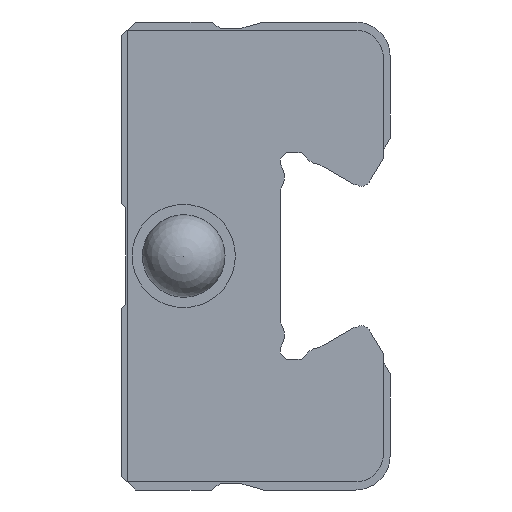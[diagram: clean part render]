
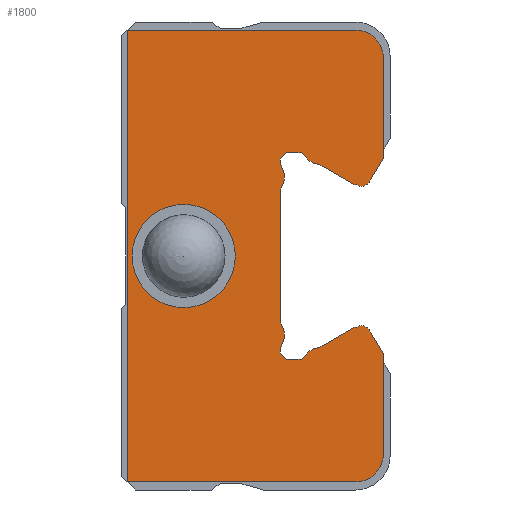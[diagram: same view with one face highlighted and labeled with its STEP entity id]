
A CAD part, left-side view. The second image highlights one B-rep face of the part: STEP entity #1800.
In plain terms, the highlighted planar face has unit normal (-1, 0, 0).
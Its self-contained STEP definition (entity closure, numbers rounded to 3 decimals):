
#63=LINE('',#2720,#241);
#66=LINE('',#2727,#244);
#130=LINE('',#2883,#308);
#135=LINE('',#2895,#313);
#149=LINE('',#2918,#327);
#150=LINE('',#2927,#328);
#151=LINE('',#2931,#329);
#152=LINE('',#2933,#330);
#153=LINE('',#2935,#331);
#154=LINE('',#2937,#332);
#155=LINE('',#2941,#333);
#156=LINE('',#2945,#334);
#157=LINE('',#2947,#335);
#158=LINE('',#2949,#336);
#159=LINE('',#2951,#337);
#160=LINE('',#2955,#338);
#161=LINE('',#2960,#339);
#162=LINE('',#2961,#340);
#241=VECTOR('',#2176,1000.);
#244=VECTOR('',#2181,1000.);
#308=VECTOR('',#2297,1000.);
#313=VECTOR('',#2304,1000.);
#327=VECTOR('',#2332,1000.);
#328=VECTOR('',#2343,1000.);
#329=VECTOR('',#2346,1000.);
#330=VECTOR('',#2347,1000.);
#331=VECTOR('',#2348,1000.);
#332=VECTOR('',#2349,1000.);
#333=VECTOR('',#2352,1000.);
#334=VECTOR('',#2355,1000.);
#335=VECTOR('',#2356,1000.);
#336=VECTOR('',#2357,1000.);
#337=VECTOR('',#2358,1000.);
#338=VECTOR('',#2361,1000.);
#339=VECTOR('',#2366,1000.);
#340=VECTOR('',#2367,1000.);
#429=PLANE('',#1968);
#696=ORIENTED_EDGE('',*,*,#1146,.T.);
#697=ORIENTED_EDGE('',*,*,#1126,.T.);
#698=ORIENTED_EDGE('',*,*,#1147,.F.);
#699=ORIENTED_EDGE('',*,*,#1148,.F.);
#700=ORIENTED_EDGE('',*,*,#1149,.T.);
#701=ORIENTED_EDGE('',*,*,#1150,.F.);
#702=ORIENTED_EDGE('',*,*,#1151,.T.);
#703=ORIENTED_EDGE('',*,*,#1152,.T.);
#704=ORIENTED_EDGE('',*,*,#1153,.T.);
#705=ORIENTED_EDGE('',*,*,#1154,.T.);
#706=ORIENTED_EDGE('',*,*,#1155,.F.);
#707=ORIENTED_EDGE('',*,*,#1156,.T.);
#708=ORIENTED_EDGE('',*,*,#1157,.F.);
#709=ORIENTED_EDGE('',*,*,#1158,.T.);
#710=ORIENTED_EDGE('',*,*,#1159,.T.);
#711=ORIENTED_EDGE('',*,*,#1160,.T.);
#712=ORIENTED_EDGE('',*,*,#1161,.T.);
#713=ORIENTED_EDGE('',*,*,#1162,.F.);
#714=ORIENTED_EDGE('',*,*,#1163,.T.);
#715=ORIENTED_EDGE('',*,*,#1164,.F.);
#716=ORIENTED_EDGE('',*,*,#1165,.F.);
#717=ORIENTED_EDGE('',*,*,#1131,.T.);
#718=ORIENTED_EDGE('',*,*,#1166,.F.);
#719=ORIENTED_EDGE('',*,*,#1054,.F.);
#720=ORIENTED_EDGE('',*,*,#1042,.F.);
#721=ORIENTED_EDGE('',*,*,#1145,.F.);
#722=ORIENTED_EDGE('',*,*,#1045,.F.);
#723=ORIENTED_EDGE('',*,*,#1061,.F.);
#724=ORIENTED_EDGE('',*,*,#1167,.F.);
#1042=EDGE_CURVE('',#1284,#1282,#63,.T.);
#1045=EDGE_CURVE('',#1287,#1288,#66,.T.);
#1054=EDGE_CURVE('',#1282,#1295,#1439,.T.);
#1061=EDGE_CURVE('',#1299,#1287,#1443,.T.);
#1126=EDGE_CURVE('',#1354,#1355,#130,.T.);
#1131=EDGE_CURVE('',#1360,#1358,#135,.T.);
#1145=EDGE_CURVE('',#1288,#1284,#149,.T.);
#1146=EDGE_CURVE('',#1362,#1362,#1452,.T.);
#1147=EDGE_CURVE('',#1363,#1355,#1453,.T.);
#1148=EDGE_CURVE('',#1364,#1363,#1454,.T.);
#1149=EDGE_CURVE('',#1364,#1365,#150,.T.);
#1150=EDGE_CURVE('',#1366,#1365,#1455,.T.);
#1151=EDGE_CURVE('',#1366,#1367,#151,.T.);
#1152=EDGE_CURVE('',#1367,#1368,#152,.T.);
#1153=EDGE_CURVE('',#1368,#1369,#153,.T.);
#1154=EDGE_CURVE('',#1369,#1370,#154,.T.);
#1155=EDGE_CURVE('',#1371,#1370,#1456,.T.);
#1156=EDGE_CURVE('',#1371,#1372,#155,.T.);
#1157=EDGE_CURVE('',#1373,#1372,#1457,.T.);
#1158=EDGE_CURVE('',#1373,#1374,#156,.T.);
#1159=EDGE_CURVE('',#1374,#1375,#157,.T.);
#1160=EDGE_CURVE('',#1375,#1376,#158,.T.);
#1161=EDGE_CURVE('',#1376,#1377,#159,.T.);
#1162=EDGE_CURVE('',#1378,#1377,#1458,.T.);
#1163=EDGE_CURVE('',#1378,#1379,#160,.T.);
#1164=EDGE_CURVE('',#1380,#1379,#1459,.T.);
#1165=EDGE_CURVE('',#1360,#1380,#1460,.T.);
#1166=EDGE_CURVE('',#1295,#1358,#161,.T.);
#1167=EDGE_CURVE('',#1354,#1299,#162,.T.);
#1282=VERTEX_POINT('',#2715);
#1284=VERTEX_POINT('',#2719);
#1287=VERTEX_POINT('',#2726);
#1288=VERTEX_POINT('',#2728);
#1295=VERTEX_POINT('',#2746);
#1299=VERTEX_POINT('',#2757);
#1354=VERTEX_POINT('',#2884);
#1355=VERTEX_POINT('',#2885);
#1358=VERTEX_POINT('',#2893);
#1360=VERTEX_POINT('',#2896);
#1362=VERTEX_POINT('',#2922);
#1363=VERTEX_POINT('',#2924);
#1364=VERTEX_POINT('',#2926);
#1365=VERTEX_POINT('',#2928);
#1366=VERTEX_POINT('',#2930);
#1367=VERTEX_POINT('',#2932);
#1368=VERTEX_POINT('',#2934);
#1369=VERTEX_POINT('',#2936);
#1370=VERTEX_POINT('',#2938);
#1371=VERTEX_POINT('',#2940);
#1372=VERTEX_POINT('',#2942);
#1373=VERTEX_POINT('',#2944);
#1374=VERTEX_POINT('',#2946);
#1375=VERTEX_POINT('',#2948);
#1376=VERTEX_POINT('',#2950);
#1377=VERTEX_POINT('',#2952);
#1378=VERTEX_POINT('',#2954);
#1379=VERTEX_POINT('',#2956);
#1380=VERTEX_POINT('',#2958);
#1439=CIRCLE('',#1938,2.);
#1443=CIRCLE('',#1944,2.);
#1452=CIRCLE('',#1969,2.);
#1453=CIRCLE('',#1970,0.7);
#1454=CIRCLE('',#1971,0.7);
#1455=CIRCLE('',#1972,1.45);
#1456=CIRCLE('',#1973,1.45);
#1457=CIRCLE('',#1974,1.45);
#1458=CIRCLE('',#1975,1.45);
#1459=CIRCLE('',#1976,0.7);
#1460=CIRCLE('',#1977,0.7);
#1532=EDGE_LOOP('',(#696));
#1533=EDGE_LOOP('',(#697,#698,#699,#700,#701,#702,#703,#704,#705,#706,#707,
#708,#709,#710,#711,#712,#713,#714,#715,#716,#717,#718,#719,#720,#721,#722,
#723,#724));
#1668=FACE_BOUND('',#1532,.T.);
#1669=FACE_BOUND('',#1533,.T.);
#1800=ADVANCED_FACE('',(#1668,#1669),#429,.F.);
#1938=AXIS2_PLACEMENT_3D('',#2745,#2197,#2198);
#1944=AXIS2_PLACEMENT_3D('',#2758,#2211,#2212);
#1968=AXIS2_PLACEMENT_3D('',#2920,#2335,#2336);
#1969=AXIS2_PLACEMENT_3D('',#2921,#2337,#2338);
#1970=AXIS2_PLACEMENT_3D('',#2923,#2339,#2340);
#1971=AXIS2_PLACEMENT_3D('',#2925,#2341,#2342);
#1972=AXIS2_PLACEMENT_3D('',#2929,#2344,#2345);
#1973=AXIS2_PLACEMENT_3D('',#2939,#2350,#2351);
#1974=AXIS2_PLACEMENT_3D('',#2943,#2353,#2354);
#1975=AXIS2_PLACEMENT_3D('',#2953,#2359,#2360);
#1976=AXIS2_PLACEMENT_3D('',#2957,#2362,#2363);
#1977=AXIS2_PLACEMENT_3D('',#2959,#2364,#2365);
#2176=DIRECTION('',(0.,-1.,0.));
#2181=DIRECTION('',(0.,1.,0.));
#2197=DIRECTION('',(1.,0.,0.));
#2198=DIRECTION('',(0.,0.,-1.));
#2211=DIRECTION('',(1.,0.,0.));
#2212=DIRECTION('',(0.,0.,-1.));
#2297=DIRECTION('',(0.,0.517,0.856));
#2304=DIRECTION('',(0.,-0.517,0.856));
#2332=DIRECTION('',(0.,0.,1.));
#2335=DIRECTION('',(1.,0.,0.));
#2336=DIRECTION('',(0.,0.,-1.));
#2337=DIRECTION('',(1.,0.,0.));
#2338=DIRECTION('',(0.,0.,-1.));
#2339=DIRECTION('',(1.,0.,0.));
#2340=DIRECTION('',(0.,0.,-1.));
#2341=DIRECTION('',(1.,0.,0.));
#2342=DIRECTION('',(0.,0.,-1.));
#2343=DIRECTION('',(0.,0.865,-0.501));
#2344=DIRECTION('',(1.,0.,0.));
#2345=DIRECTION('',(0.,0.,-1.));
#2346=DIRECTION('',(0.,0.853,-0.522));
#2347=DIRECTION('',(0.,1.,0.));
#2348=DIRECTION('',(0.,0.707,0.707));
#2349=DIRECTION('',(0.,0.,1.));
#2350=DIRECTION('',(1.,0.,0.));
#2351=DIRECTION('',(0.,0.,-1.));
#2352=DIRECTION('',(0.,0.,1.));
#2353=DIRECTION('',(1.,0.,0.));
#2354=DIRECTION('',(0.,0.,-1.));
#2355=DIRECTION('',(0.,0.,1.));
#2356=DIRECTION('',(0.,-0.707,0.707));
#2357=DIRECTION('',(0.,-1.,0.));
#2358=DIRECTION('',(0.,-0.853,-0.522));
#2359=DIRECTION('',(1.,0.,0.));
#2360=DIRECTION('',(0.,0.,-1.));
#2361=DIRECTION('',(0.,-0.865,-0.501));
#2362=DIRECTION('',(1.,0.,0.));
#2363=DIRECTION('',(0.,0.,-1.));
#2364=DIRECTION('',(1.,0.,0.));
#2365=DIRECTION('',(0.,0.,-1.));
#2366=DIRECTION('',(0.,0.,-1.));
#2367=DIRECTION('',(0.,0.,-1.));
#2715=CARTESIAN_POINT('',(-28.45,2.5,16.4));
#2719=CARTESIAN_POINT('',(-28.45,19.1,16.4));
#2720=CARTESIAN_POINT('',(-28.45,19.1,16.4));
#2726=CARTESIAN_POINT('',(-28.45,2.5,-16.4));
#2727=CARTESIAN_POINT('',(-28.45,2.5,-16.4));
#2728=CARTESIAN_POINT('',(-28.45,19.1,-16.4));
#2745=CARTESIAN_POINT('',(-28.45,2.5,14.4));
#2746=CARTESIAN_POINT('',(-28.45,0.5,14.4));
#2757=CARTESIAN_POINT('',(-28.45,0.5,-14.4));
#2758=CARTESIAN_POINT('',(-28.45,2.5,-14.4));
#2883=CARTESIAN_POINT('',(-28.45,0.267,-7.5));
#2884=CARTESIAN_POINT('',(-28.45,0.5,-7.114));
#2885=CARTESIAN_POINT('',(-28.45,1.386,-5.646));
#2893=CARTESIAN_POINT('',(-28.45,0.5,7.114));
#2895=CARTESIAN_POINT('',(-28.45,1.386,5.646));
#2896=CARTESIAN_POINT('',(-28.45,1.386,5.646));
#2918=CARTESIAN_POINT('',(-28.45,19.1,-16.4));
#2920=CARTESIAN_POINT('',(-28.45,2.5,14.4));
#2921=CARTESIAN_POINT('',(-28.45,15.,0.));
#2922=CARTESIAN_POINT('',(-28.45,15.,-2.));
#2923=CARTESIAN_POINT('',(-28.45,2.076,-5.766));
#2924=CARTESIAN_POINT('',(-28.45,2.428,-5.161));
#2925=CARTESIAN_POINT('',(-28.45,2.395,-5.86));
#2926=CARTESIAN_POINT('',(-28.45,2.746,-5.254));
#2927=CARTESIAN_POINT('',(-28.45,2.746,-5.254));
#2928=CARTESIAN_POINT('',(-28.45,5.176,-6.663));
#2929=CARTESIAN_POINT('',(-28.45,5.045,-8.107));
#2930=CARTESIAN_POINT('',(-28.45,6.313,-7.404));
#2931=CARTESIAN_POINT('',(-28.45,6.313,-7.404));
#2932=CARTESIAN_POINT('',(-28.45,6.47,-7.5));
#2933=CARTESIAN_POINT('',(-28.45,6.47,-7.5));
#2934=CARTESIAN_POINT('',(-28.45,7.55,-7.5));
#2935=CARTESIAN_POINT('',(-28.45,7.55,-7.5));
#2936=CARTESIAN_POINT('',(-28.45,8.,-7.05));
#2937=CARTESIAN_POINT('',(-28.45,8.,-7.05));
#2938=CARTESIAN_POINT('',(-28.45,8.,-6.666));
#2939=CARTESIAN_POINT('',(-28.45,9.128,-5.755));
#2940=CARTESIAN_POINT('',(-28.45,8.,-4.844));
#2941=CARTESIAN_POINT('',(-28.45,8.,-4.844));
#2942=CARTESIAN_POINT('',(-28.45,8.,4.844));
#2943=CARTESIAN_POINT('',(-28.45,9.128,5.755));
#2944=CARTESIAN_POINT('',(-28.45,8.,6.666));
#2945=CARTESIAN_POINT('',(-28.45,8.,6.666));
#2946=CARTESIAN_POINT('',(-28.45,8.,7.05));
#2947=CARTESIAN_POINT('',(-28.45,8.,7.05));
#2948=CARTESIAN_POINT('',(-28.45,7.55,7.5));
#2949=CARTESIAN_POINT('',(-28.45,7.55,7.5));
#2950=CARTESIAN_POINT('',(-28.45,6.47,7.5));
#2951=CARTESIAN_POINT('',(-28.45,6.47,7.5));
#2952=CARTESIAN_POINT('',(-28.45,6.313,7.404));
#2953=CARTESIAN_POINT('',(-28.45,5.045,8.107));
#2954=CARTESIAN_POINT('',(-28.45,5.176,6.663));
#2955=CARTESIAN_POINT('',(-28.45,5.176,6.663));
#2956=CARTESIAN_POINT('',(-28.45,2.746,5.254));
#2957=CARTESIAN_POINT('',(-28.45,2.395,5.86));
#2958=CARTESIAN_POINT('',(-28.45,2.428,5.161));
#2959=CARTESIAN_POINT('',(-28.45,2.076,5.766));
#2960=CARTESIAN_POINT('',(-28.45,0.5,14.4));
#2961=CARTESIAN_POINT('',(-28.45,0.5,14.4));
